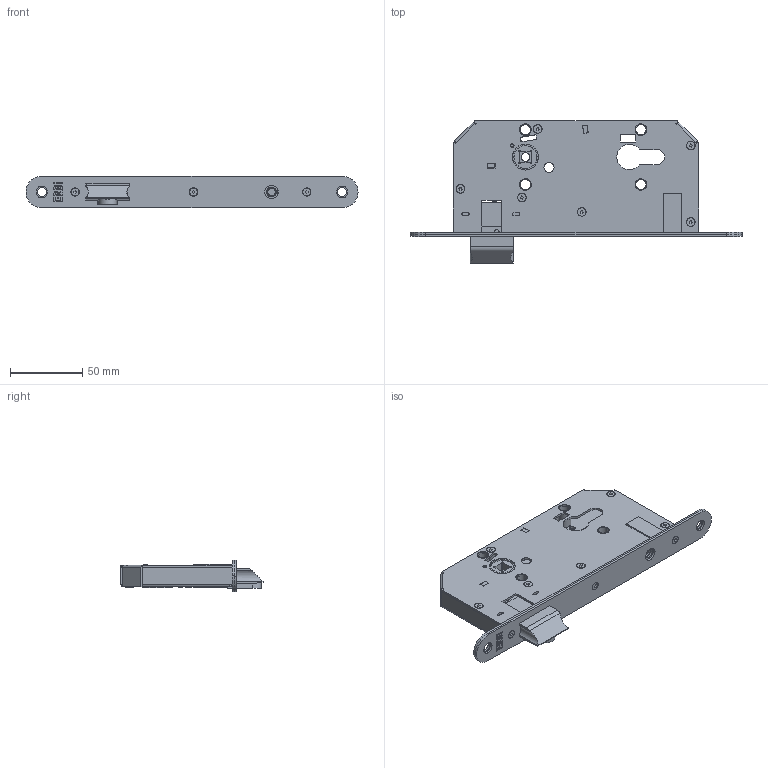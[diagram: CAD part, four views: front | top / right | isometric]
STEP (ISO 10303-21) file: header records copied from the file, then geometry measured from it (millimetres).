
FILE_DESCRIPTION (( 'STEP AP203' ), '1' );
FILE_NAME ('HOT 104 001-hotelový zámek M+T-prázdný.STEP', '2019-06-04T21:22:13', ( 'Radek' ), ( '' ), 'SwSTEP 2.0', 'SolidWorks 2015', '' );
FILE_SCHEMA (( 'CONFIG_CONTROL_DESIGN' ));
Length unit declared in the file: millimetre
Products named in the file (1): HOT 104 001-hotelový zámek M+T-prázdný
Bounding box: 230 x 98.37 x 22 mm (x, y, z)
Surface area: 89041.8 mm2 (no closed solid volume)
Topology: 0 solids, 52 shells, 656 faces, 2224 edges, 1558 vertices
Faces by surface type: plane 349, cylinder 243, cone 58, bspline 6
Entity records: 27756 total; most frequent: CARTESIAN_POINT 8119, DIRECTION 4147, ORIENTED_EDGE 3640, EDGE_CURVE 2210, VERTEX_POINT 1558, AXIS2_PLACEMENT_3D 1384, LINE 1379, VECTOR 1379
